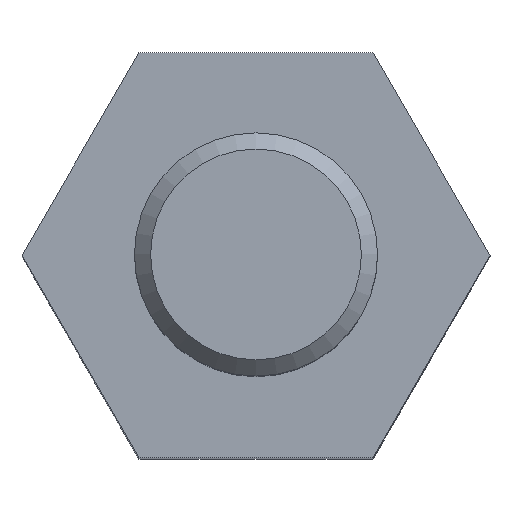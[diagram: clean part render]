
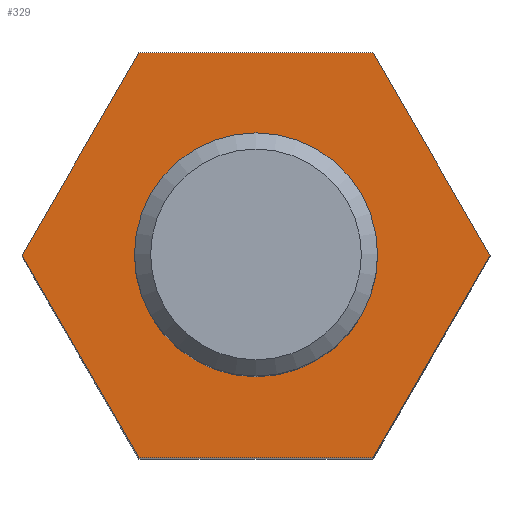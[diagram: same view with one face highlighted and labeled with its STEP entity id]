
A CAD part, top view. The second image highlights one B-rep face of the part: STEP entity #329.
In plain terms, the highlighted planar face has unit normal (0, 0, 1).
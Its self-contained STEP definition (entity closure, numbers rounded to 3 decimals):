
#74=VERTEX_POINT('',#75);
#75=CARTESIAN_POINT('',(-2.887,0.,10.0));
#81=EDGE_CURVE('',#74,#82,#84,.F.);
#82=VERTEX_POINT('',#83);
#83=CARTESIAN_POINT('',(-1.443,2.5,10.0));
#84=LINE('',#85,#86);
#85=CARTESIAN_POINT('',(-1.443,2.5,10.0));
#86=VECTOR('',#87,1.0);
#87=DIRECTION('',(-0.5,-0.866,0.0));
#116=VERTEX_POINT('',#117);
#117=CARTESIAN_POINT('',(-1.443,-2.5,10.0));
#123=EDGE_CURVE('',#116,#74,#124,.F.);
#124=LINE('',#125,#126);
#125=CARTESIAN_POINT('',(-2.887,0.,10.0));
#126=VECTOR('',#127,1.0);
#127=DIRECTION('',(0.5,-0.866,0.0));
#159=VERTEX_POINT('',#160);
#160=CARTESIAN_POINT('',(1.443,-2.5,10.0));
#166=EDGE_CURVE('',#159,#116,#167,.F.);
#167=LINE('',#168,#169);
#168=CARTESIAN_POINT('',(-1.443,-2.5,10.0));
#169=VECTOR('',#170,1.0);
#170=DIRECTION('',(1.0,0.,0.0));
#198=VERTEX_POINT('',#199);
#199=CARTESIAN_POINT('',(2.887,0.0,10.0));
#205=EDGE_CURVE('',#198,#159,#206,.F.);
#206=LINE('',#207,#208);
#207=CARTESIAN_POINT('',(1.443,-2.5,10.0));
#208=VECTOR('',#209,1.0);
#209=DIRECTION('',(0.5,0.866,0.0));
#245=VERTEX_POINT('',#246);
#246=CARTESIAN_POINT('',(1.443,2.5,10.0));
#252=EDGE_CURVE('',#245,#198,#253,.F.);
#253=LINE('',#254,#255);
#254=CARTESIAN_POINT('',(2.887,0.0,10.0));
#255=VECTOR('',#256,1.0);
#256=DIRECTION('',(-0.5,0.866,0.0));
#329=ADVANCED_FACE('',(#330,#341),#354,.T.);
#330=FACE_BOUND('',#331,.T.);
#331=EDGE_LOOP('',(#332));
#332=ORIENTED_EDGE('',*,*,#333,.T.);
#333=EDGE_CURVE('',#334,#334,#336,.F.);
#334=VERTEX_POINT('',#335);
#335=CARTESIAN_POINT('',(1.267,0.0,10.0));
#336=CIRCLE('',#337,1.267);
#337=AXIS2_PLACEMENT_3D('',#338,#339,#340);
#338=CARTESIAN_POINT('',(0.,0.0,10.0));
#339=DIRECTION('',(0.0,0.0,1.0));
#340=DIRECTION('',(1.0,0.0,0.0));
#341=FACE_BOUND('',#342,.T.);
#342=EDGE_LOOP('',(#343,#349,#350,#351,#352,#353));
#343=ORIENTED_EDGE('',*,*,#344,.T.);
#344=EDGE_CURVE('',#245,#82,#345,.T.);
#345=LINE('',#346,#347);
#346=CARTESIAN_POINT('',(1.443,2.5,10.0));
#347=VECTOR('',#348,1.0);
#348=DIRECTION('',(-1.0,0.,0.0));
#349=ORIENTED_EDGE('',*,*,#81,.F.);
#350=ORIENTED_EDGE('',*,*,#123,.F.);
#351=ORIENTED_EDGE('',*,*,#166,.F.);
#352=ORIENTED_EDGE('',*,*,#205,.F.);
#353=ORIENTED_EDGE('',*,*,#252,.F.);
#354=PLANE('',#355);
#355=AXIS2_PLACEMENT_3D('',#356,#357,#358);
#356=CARTESIAN_POINT('',(0.0,0.0,10.0));
#357=DIRECTION('',(0.0,0.0,1.0));
#358=DIRECTION('',(1.0,0.0,0.0));
